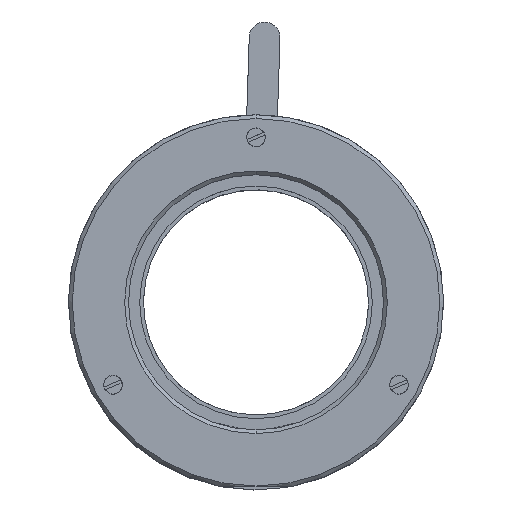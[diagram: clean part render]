
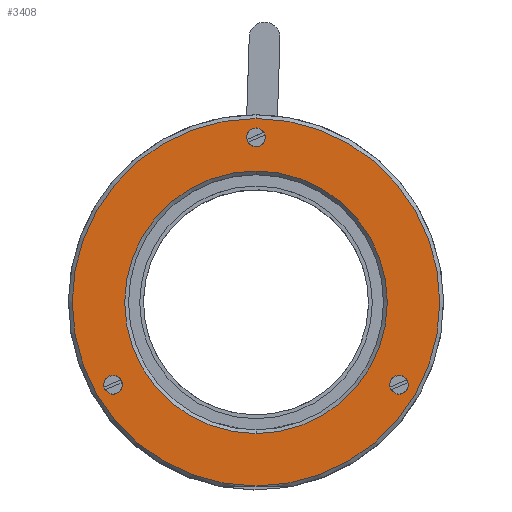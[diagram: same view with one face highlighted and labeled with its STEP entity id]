
A CAD part, top view. The second image highlights one B-rep face of the part: STEP entity #3408.
In plain terms, the highlighted planar face has unit normal (0, 0, 1).
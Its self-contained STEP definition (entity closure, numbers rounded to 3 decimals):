
#160 = DIRECTION ( 'NONE',  ( 0., -1., 0. ) ) ;
#168 = DIRECTION ( 'NONE',  ( 0., 0., 1. ) ) ;
#169 = CARTESIAN_POINT ( 'NONE',  ( -18.792, -0.094, 18. ) ) ;
#197 = CARTESIAN_POINT ( 'NONE',  ( -18.792, -24.594, 18. ) ) ;
#237 = DIRECTION ( 'NONE',  ( 0., 0., 1. ) ) ;
#245 = CARTESIAN_POINT ( 'NONE',  ( -37.845, -11.094, 18. ) ) ;
#247 = CARTESIAN_POINT ( 'NONE',  ( -18.792, 21.906, 18. ) ) ;
#362 = DIRECTION ( 'NONE',  ( 0., 0., 1. ) ) ;
#374 = DIRECTION ( 'NONE',  ( 0., -1., 0. ) ) ;
#379 = DIRECTION ( 'NONE',  ( 0., 0., 1. ) ) ;
#380 = DIRECTION ( 'NONE',  ( 0., -1., 0. ) ) ;
#403 = CARTESIAN_POINT ( 'NONE',  ( -18.792, -0.094, 18. ) ) ;
#404 = DIRECTION ( 'NONE',  ( 0., 0., 1. ) ) ;
#405 = DIRECTION ( 'NONE',  ( 0., -1., 0. ) ) ;
#418 = CARTESIAN_POINT ( 'NONE',  ( -18.792, 21.906, 18. ) ) ;
#420 = DIRECTION ( 'NONE',  ( 0., -1., 0. ) ) ;
#421 = DIRECTION ( 'NONE',  ( 0., 0., -1. ) ) ;
#423 = CARTESIAN_POINT ( 'NONE',  ( -18.792, -0.094, 18. ) ) ;
#509 = DIRECTION ( 'NONE',  ( 0., -1., 0. ) ) ;
#584 = CARTESIAN_POINT ( 'NONE',  ( 0.26, -11.094, 18. ) ) ;
#590 = DIRECTION ( 'NONE',  ( 0., -1., 0. ) ) ;
#592 = DIRECTION ( 'NONE',  ( 0., 0., 1. ) ) ;
#604 = CARTESIAN_POINT ( 'NONE',  ( -37.845, -11.094, 18. ) ) ;
#641 = DIRECTION ( 'NONE',  ( 0., -1., 0. ) ) ;
#643 = DIRECTION ( 'NONE',  ( 0., 0., 1. ) ) ;
#655 = CARTESIAN_POINT ( 'NONE',  ( -18.792, -0.094, 18. ) ) ;
#656 = DIRECTION ( 'NONE',  ( 0., 0., -1. ) ) ;
#658 = DIRECTION ( 'NONE',  ( 0., -1., 0. ) ) ;
#669 = CARTESIAN_POINT ( 'NONE',  ( 0.26, -11.094, 18. ) ) ;
#670 = DIRECTION ( 'NONE',  ( 0., 0., 1. ) ) ;
#672 = DIRECTION ( 'NONE',  ( 0., -1., 0. ) ) ;
#753 = CARTESIAN_POINT ( 'NONE',  ( 0.26, -9.844, 18. ) ) ;
#759 = CARTESIAN_POINT ( 'NONE',  ( -18.792, 17.406, 18. ) ) ;
#760 = CARTESIAN_POINT ( 'NONE',  ( 0.26, -12.344, 18. ) ) ;
#762 = CARTESIAN_POINT ( 'NONE',  ( -37.845, -9.844, 18. ) ) ;
#778 = CARTESIAN_POINT ( 'NONE',  ( -18.792, 24.406, 18. ) ) ;
#802 = CARTESIAN_POINT ( 'NONE',  ( -18.792, 20.656, 18. ) ) ;
#809 = CARTESIAN_POINT ( 'NONE',  ( -37.845, -12.344, 18. ) ) ;
#826 = CARTESIAN_POINT ( 'NONE',  ( -18.792, -17.594, 18. ) ) ;
#857 = CARTESIAN_POINT ( 'NONE',  ( -18.792, 23.156, 18. ) ) ;
#954 = EDGE_CURVE ( 'NONE', #2010, #1730, #2478, .T. ) ;
#990 = EDGE_CURVE ( 'NONE', #2143, #1983, #2080, .T. ) ;
#1001 = EDGE_CURVE ( 'NONE', #1730, #2010, #2413, .T. ) ;
#1004 = EDGE_CURVE ( 'NONE', #1983, #2143, #2467, .T. ) ;
#1007 = EDGE_CURVE ( 'NONE', #1902, #1844, #1949, .T. ) ;
#1019 = EDGE_CURVE ( 'NONE', #2075, #2270, #1623, .T. ) ;
#1022 = EDGE_CURVE ( 'NONE', #2087, #1931, #2107, .T. ) ;
#1061 = EDGE_CURVE ( 'NONE', #1931, #2087, #2133, .T. ) ;
#1074 = EDGE_CURVE ( 'NONE', #1844, #1902, #2390, .T. ) ;
#1075 = EDGE_CURVE ( 'NONE', #2270, #2075, #2396, .T. ) ;
#1145 = AXIS2_PLACEMENT_3D ( 'NONE', #403, #404, #405 ) ;
#1159 = AXIS2_PLACEMENT_3D ( 'NONE', #423, #421, #420 ) ;
#1166 = AXIS2_PLACEMENT_3D ( 'NONE', #169, #168, #160 ) ;
#1168 = AXIS2_PLACEMENT_3D ( 'NONE', #655, #656, #658 ) ;
#1170 = AXIS2_PLACEMENT_3D ( 'NONE', #669, #670, #672 ) ;
#1175 = AXIS2_PLACEMENT_3D ( 'NONE', #247, #237, #590 ) ;
#1177 = AXIS2_PLACEMENT_3D ( 'NONE', #245, #643, #641 ) ;
#1187 = AXIS2_PLACEMENT_3D ( 'NONE', #604, #379, #380 ) ;
#1195 = AXIS2_PLACEMENT_3D ( 'NONE', #584, #592, #509 ) ;
#1196 = AXIS2_PLACEMENT_3D ( 'NONE', #418, #362, #374 ) ;
#1313 = AXIS2_PLACEMENT_3D ( 'NONE', #3212, #3283, #3289 ) ;
#1612 = ORIENTED_EDGE ( 'NONE', *, *, #1019, .F. ) ;
#1623 = CIRCLE ( 'NONE', #1175, 1.25 ) ;
#1626 = ORIENTED_EDGE ( 'NONE', *, *, #954, .T. ) ;
#1665 = ORIENTED_EDGE ( 'NONE', *, *, #1074, .F. ) ;
#1668 = ORIENTED_EDGE ( 'NONE', *, *, #1007, .F. ) ;
#1694 = ORIENTED_EDGE ( 'NONE', *, *, #1061, .F. ) ;
#1708 = ORIENTED_EDGE ( 'NONE', *, *, #990, .T. ) ;
#1730 = VERTEX_POINT ( 'NONE', #197 ) ;
#1732 = EDGE_LOOP ( 'NONE', ( #1708, #1873 ) ) ;
#1733 = EDGE_LOOP ( 'NONE', ( #1932, #1626 ) ) ;
#1734 = EDGE_LOOP ( 'NONE', ( #1668, #1665 ) ) ;
#1737 = EDGE_LOOP ( 'NONE', ( #1612, #1921 ) ) ;
#1746 = EDGE_LOOP ( 'NONE', ( #1923, #1694 ) ) ;
#1844 = VERTEX_POINT ( 'NONE', #753 ) ;
#1873 = ORIENTED_EDGE ( 'NONE', *, *, #1004, .T. ) ;
#1902 = VERTEX_POINT ( 'NONE', #760 ) ;
#1921 = ORIENTED_EDGE ( 'NONE', *, *, #1075, .F. ) ;
#1923 = ORIENTED_EDGE ( 'NONE', *, *, #1022, .F. ) ;
#1931 = VERTEX_POINT ( 'NONE', #762 ) ;
#1932 = ORIENTED_EDGE ( 'NONE', *, *, #1001, .T. ) ;
#1949 = CIRCLE ( 'NONE', #1170, 1.25 ) ;
#1983 = VERTEX_POINT ( 'NONE', #759 ) ;
#2010 = VERTEX_POINT ( 'NONE', #778 ) ;
#2075 = VERTEX_POINT ( 'NONE', #802 ) ;
#2080 = CIRCLE ( 'NONE', #1159, 17.5 ) ;
#2087 = VERTEX_POINT ( 'NONE', #809 ) ;
#2107 = CIRCLE ( 'NONE', #1177, 1.25 ) ;
#2133 = CIRCLE ( 'NONE', #1187, 1.25 ) ;
#2143 = VERTEX_POINT ( 'NONE', #826 ) ;
#2270 = VERTEX_POINT ( 'NONE', #857 ) ;
#2390 = CIRCLE ( 'NONE', #1195, 1.25 ) ;
#2396 = CIRCLE ( 'NONE', #1196, 1.25 ) ;
#2413 = CIRCLE ( 'NONE', #1166, 24.5 ) ;
#2467 = CIRCLE ( 'NONE', #1168, 17.5 ) ;
#2478 = CIRCLE ( 'NONE', #1145, 24.5 ) ;
#2926 = FACE_OUTER_BOUND ( 'NONE', #1733, .T. ) ;
#2927 = FACE_BOUND ( 'NONE', #1737, .T. ) ;
#2928 = FACE_BOUND ( 'NONE', #1734, .T. ) ;
#2929 = FACE_BOUND ( 'NONE', #1746, .T. ) ;
#2930 = FACE_BOUND ( 'NONE', #1732, .T. ) ;
#3212 = CARTESIAN_POINT ( 'NONE',  ( -18.792, -0.094, 18. ) ) ;
#3283 = DIRECTION ( 'NONE',  ( 0., 0., 1. ) ) ;
#3289 = DIRECTION ( 'NONE',  ( 0., -1., 0. ) ) ;
#3377 = PLANE ( 'NONE',  #1313 ) ;
#3408 = ADVANCED_FACE ( 'NONE', ( #2926, #2930, #2927, #2929, #2928 ), #3377, .T. ) ;
